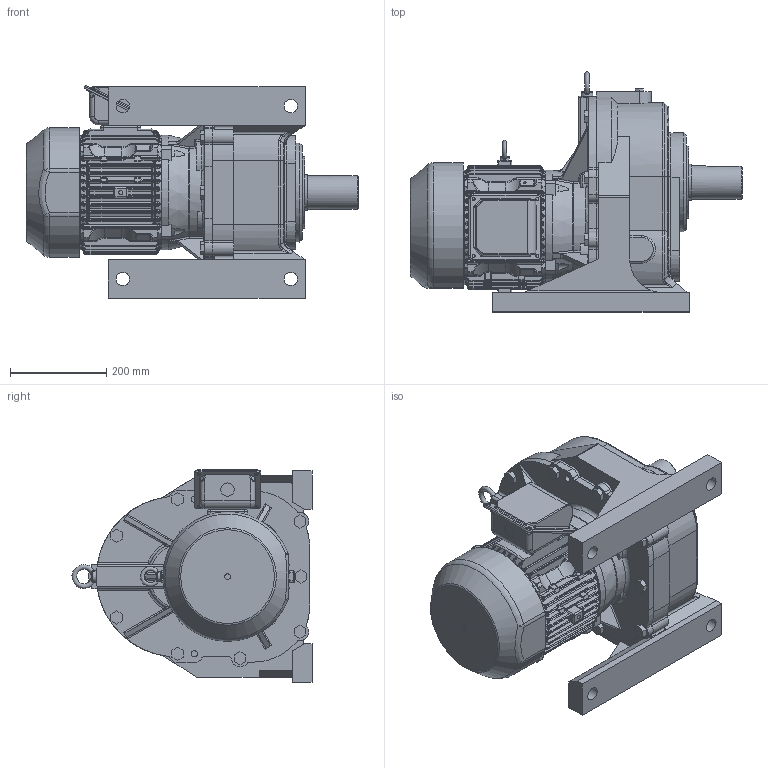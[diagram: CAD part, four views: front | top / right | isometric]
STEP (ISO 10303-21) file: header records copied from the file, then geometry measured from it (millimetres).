
FILE_DESCRIPTION (( 'STEP AP214' ), '1' );
FILE_NAME ('F1-27_H_EK2DO08334H001_defeature.stp', '2022-06-02T01:27:41', ( 'Windows 餌辨濠' ), ( '' ), 'SwSTEP 2.0', 'SolidWorks 2021', '' );
FILE_SCHEMA (( 'AUTOMOTIVE_DESIGN' ));
Length unit declared in the file: millimetre
Products named in the file (1): F1-27_H_EK2DO08334H001_defeature
Bounding box: 691.6 x 499.95 x 442.38 mm (x, y, z)
Volume: 46046145.2 mm3; surface area: 1852315.3 mm2
Topology: 6 solids, 6 shells, 3002 faces, 7347 edges, 4361 vertices
Faces by surface type: cylinder 1073, bspline 916, plane 646, torus 193, cone 97, sphere 77
Full cylindrical faces by diameter (mm): 5 x6, 7 x4, 8 x4, 8.5 x1, 10.072 x1, 10.2 x1, 12 x2, 13 x4, 28 x5, 70 x1, 75 x1, 150 x1, 206 x1
Entity records: 120312 total; most frequent: CARTESIAN_POINT 56725, ORIENTED_EDGE 14470, DIRECTION 11421, EDGE_CURVE 7235, AXIS2_PLACEMENT_3D 4463, VERTEX_POINT 4334, EDGE_LOOP 3103, FACE_OUTER_BOUND 3034
